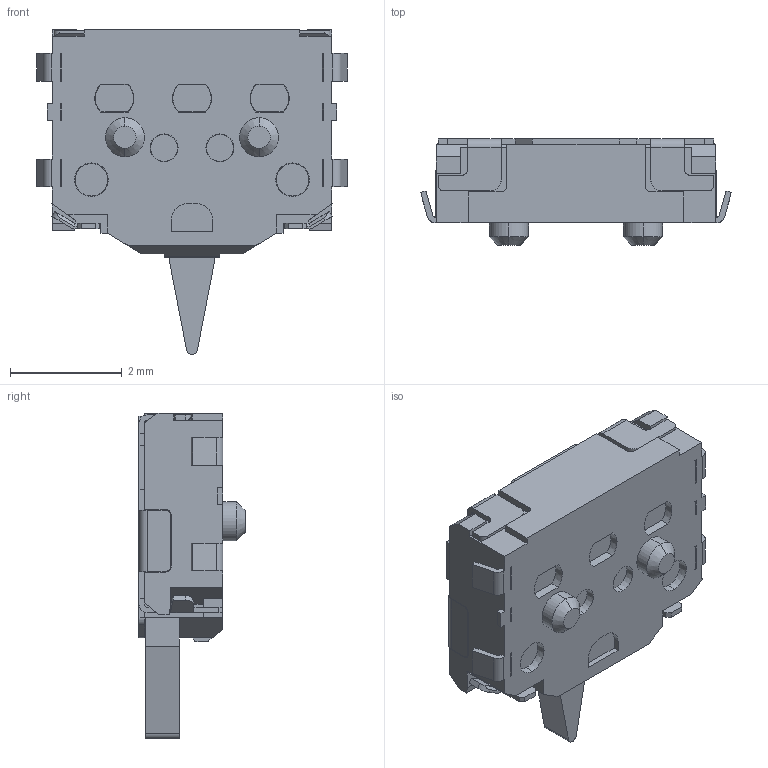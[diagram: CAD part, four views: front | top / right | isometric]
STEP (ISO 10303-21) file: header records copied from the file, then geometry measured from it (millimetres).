
FILE_DESCRIPTION (( 'STEP AP203' ), '1' );
FILE_NAME ('SSCM110100.STEP', '2021-02-25T04:18:24', ( '' ), ( '' ), 'SwSTEP 2.0', 'SolidWorks 2019', '' );
FILE_SCHEMA (( 'CONFIG_CONTROL_DESIGN' ));
Length unit declared in the file: millimetre
Products named in the file (1): SSCM110100
Bounding box: 5.56 x 1.9 x 5.82 mm (x, y, z)
Volume: 26.7 mm3; surface area: 109.5 mm2
Topology: 1 solids, 1 shells, 365 faces, 1067 edges, 698 vertices
Faces by surface type: plane 278, cylinder 67, cone 20
Entity records: 12106 total; most frequent: CARTESIAN_POINT 2197, ORIENTED_EDGE 2134, DIRECTION 1945, EDGE_CURVE 1067, VECTOR 877, LINE 877, VERTEX_POINT 698, AXIS2_PLACEMENT_3D 534
